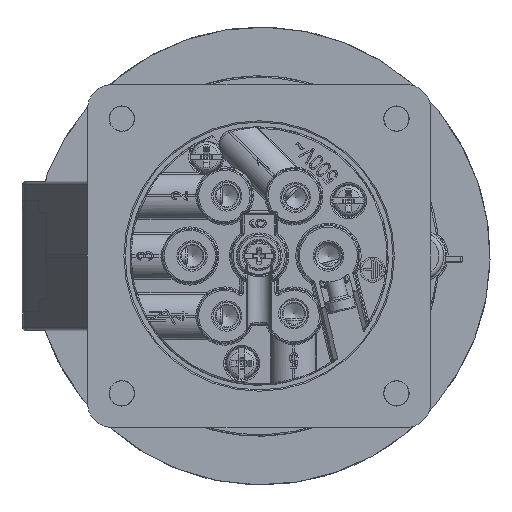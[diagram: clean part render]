
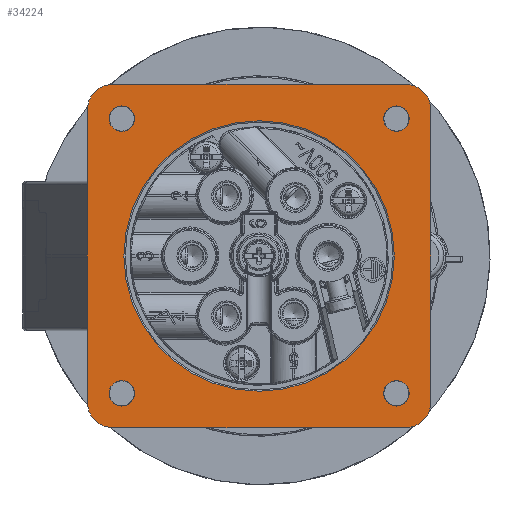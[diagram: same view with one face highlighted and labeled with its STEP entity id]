
A CAD part, left-side view. The second image highlights one B-rep face of the part: STEP entity #34224.
In plain terms, the highlighted planar face has unit normal (-1, 0, 0).
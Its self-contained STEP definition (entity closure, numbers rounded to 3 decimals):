
#130 = DIRECTION ( 'NONE',  ( 0., 0., -1. ) ) ;
#319 = CARTESIAN_POINT ( 'NONE',  ( -45.2, -32., 32. ) ) ;
#548 = VERTEX_POINT ( 'NONE', #20377 ) ;
#809 = ORIENTED_EDGE ( 'NONE', *, *, #65432, .F. ) ;
#1126 = DIRECTION ( 'NONE',  ( 0., 1., 0. ) ) ;
#1187 = ORIENTED_EDGE ( 'NONE', *, *, #59447, .T. ) ;
#1487 = DIRECTION ( 'NONE',  ( 1., 0., 0. ) ) ;
#1708 = CARTESIAN_POINT ( 'NONE',  ( -45.2, 30., 30. ) ) ;
#2544 = VERTEX_POINT ( 'NONE', #55533 ) ;
#3334 = CARTESIAN_POINT ( 'NONE',  ( -45.2, 30., 27.212 ) ) ;
#5379 = DIRECTION ( 'NONE',  ( 0., 0., -1. ) ) ;
#5626 = CARTESIAN_POINT ( 'NONE',  ( -45.2, -37.5, -32. ) ) ;
#5792 = ORIENTED_EDGE ( 'NONE', *, *, #84558, .T. ) ;
#5871 = EDGE_LOOP ( 'NONE', ( #5792 ) ) ;
#6293 = AXIS2_PLACEMENT_3D ( 'NONE', #30993, #64771, #37411 ) ;
#6553 = DIRECTION ( 'NONE',  ( 1., 0., 0. ) ) ;
#6644 = CARTESIAN_POINT ( 'NONE',  ( -45.2, -32., -32. ) ) ;
#7100 = DIRECTION ( 'NONE',  ( 0., -1., 0. ) ) ;
#7244 = CARTESIAN_POINT ( 'NONE',  ( -45.2, 0., 0. ) ) ;
#7434 = CARTESIAN_POINT ( 'NONE',  ( -45.2, -32., 37.5 ) ) ;
#8271 = VECTOR ( 'NONE', #23420, 1000. ) ;
#10011 = AXIS2_PLACEMENT_3D ( 'NONE', #39182, #1487, #7100 ) ;
#10559 = FACE_BOUND ( 'NONE', #17607, .T. ) ;
#10688 = AXIS2_PLACEMENT_3D ( 'NONE', #36857, #82234, #74922 ) ;
#11390 = FACE_BOUND ( 'NONE', #17070, .T. ) ;
#11804 = FACE_BOUND ( 'NONE', #12477, .T. ) ;
#12477 = EDGE_LOOP ( 'NONE', ( #48922 ) ) ;
#12946 = ORIENTED_EDGE ( 'NONE', *, *, #66667, .F. ) ;
#13066 = PLANE ( 'NONE',  #10011 ) ;
#13563 = CARTESIAN_POINT ( 'NONE',  ( -45.2, 0., -29.54 ) ) ;
#13729 = EDGE_CURVE ( 'NONE', #24928, #81600, #34831, .T. ) ;
#16085 = CARTESIAN_POINT ( 'NONE',  ( -45.2, 37.5, -37.5 ) ) ;
#16285 = AXIS2_PLACEMENT_3D ( 'NONE', #31396, #6553, #130 ) ;
#16318 = VERTEX_POINT ( 'NONE', #36866 ) ;
#17042 = EDGE_CURVE ( 'NONE', #16318, #16318, #60821, .T. ) ;
#17070 = EDGE_LOOP ( 'NONE', ( #17318 ) ) ;
#17318 = ORIENTED_EDGE ( 'NONE', *, *, #54808, .T. ) ;
#17607 = EDGE_LOOP ( 'NONE', ( #809 ) ) ;
#18225 = FACE_BOUND ( 'NONE', #49536, .T. ) ;
#19136 = CARTESIAN_POINT ( 'NONE',  ( -45.2, 30., -32.788 ) ) ;
#19154 = AXIS2_PLACEMENT_3D ( 'NONE', #6644, #77245, #5379 ) ;
#19574 = VERTEX_POINT ( 'NONE', #19136 ) ;
#19740 = DIRECTION ( 'NONE',  ( 0., 0., -1. ) ) ;
#20377 = CARTESIAN_POINT ( 'NONE',  ( -45.2, 32., -37.5 ) ) ;
#23021 = VECTOR ( 'NONE', #74168, 1000. ) ;
#23420 = DIRECTION ( 'NONE',  ( 0., 0., 1. ) ) ;
#24928 = VERTEX_POINT ( 'NONE', #5626 ) ;
#25051 = VERTEX_POINT ( 'NONE', #68010 ) ;
#27887 = AXIS2_PLACEMENT_3D ( 'NONE', #32608, #70675, #19740 ) ;
#28925 = CARTESIAN_POINT ( 'NONE',  ( -45.2, 37.5, 37.5 ) ) ;
#29228 = AXIS2_PLACEMENT_3D ( 'NONE', #7244, #78688, #59439 ) ;
#30721 = LINE ( 'NONE', #83346, #8271 ) ;
#30854 = CIRCLE ( 'NONE', #6293, 5.5 ) ;
#30993 = CARTESIAN_POINT ( 'NONE',  ( -45.2, 32., 32. ) ) ;
#31396 = CARTESIAN_POINT ( 'NONE',  ( -45.2, -30., -30. ) ) ;
#32350 = FACE_OUTER_BOUND ( 'NONE', #39998, .T. ) ;
#32608 = CARTESIAN_POINT ( 'NONE',  ( -45.2, 32., -32. ) ) ;
#32855 = DIRECTION ( 'NONE',  ( 0., 0., -1. ) ) ;
#34224 = ADVANCED_FACE ( 'NONE', ( #11390, #18225, #11804, #45197, #10559, #32350 ), #13066, .F. ) ;
#34831 = LINE ( 'NONE', #68160, #23021 ) ;
#34868 = AXIS2_PLACEMENT_3D ( 'NONE', #71172, #38231, #69907 ) ;
#35344 = LINE ( 'NONE', #28925, #40804 ) ;
#35797 = DIRECTION ( 'NONE',  ( 0., 1., 0. ) ) ;
#36078 = CIRCLE ( 'NONE', #27887, 5.5 ) ;
#36857 = CARTESIAN_POINT ( 'NONE',  ( -45.2, 30., -30. ) ) ;
#36866 = CARTESIAN_POINT ( 'NONE',  ( -45.2, -30., 27.212 ) ) ;
#37411 = DIRECTION ( 'NONE',  ( 0., 0., -1. ) ) ;
#38231 = DIRECTION ( 'NONE',  ( 1., 0., 0. ) ) ;
#38440 = VERTEX_POINT ( 'NONE', #7434 ) ;
#39182 = CARTESIAN_POINT ( 'NONE',  ( -45.2, -28.298, 0. ) ) ;
#39998 = EDGE_LOOP ( 'NONE', ( #73788, #65340, #58646, #67994, #60808, #47248, #12946, #1187 ) ) ;
#40293 = EDGE_CURVE ( 'NONE', #25051, #2544, #30721, .T. ) ;
#40804 = VECTOR ( 'NONE', #1126, 1000. ) ;
#41760 = VERTEX_POINT ( 'NONE', #60355 ) ;
#43787 = CIRCLE ( 'NONE', #19154, 5.5 ) ;
#44730 = AXIS2_PLACEMENT_3D ( 'NONE', #1708, #80017, #60754 ) ;
#45197 = FACE_BOUND ( 'NONE', #5871, .T. ) ;
#46259 = CIRCLE ( 'NONE', #62621, 5.5 ) ;
#47248 = ORIENTED_EDGE ( 'NONE', *, *, #67737, .T. ) ;
#47605 = CIRCLE ( 'NONE', #10688, 2.788 ) ;
#48922 = ORIENTED_EDGE ( 'NONE', *, *, #17042, .T. ) ;
#49536 = EDGE_LOOP ( 'NONE', ( #51955 ) ) ;
#51955 = ORIENTED_EDGE ( 'NONE', *, *, #53578, .T. ) ;
#52121 = DIRECTION ( 'NONE',  ( -1., 0., 0. ) ) ;
#53578 = EDGE_CURVE ( 'NONE', #74799, #74799, #81620, .T. ) ;
#53850 = CIRCLE ( 'NONE', #29228, 29.54 ) ;
#54572 = EDGE_CURVE ( 'NONE', #81600, #38440, #46259, .T. ) ;
#54808 = EDGE_CURVE ( 'NONE', #19574, #19574, #47605, .T. ) ;
#55374 = EDGE_CURVE ( 'NONE', #38440, #41760, #35344, .T. ) ;
#55533 = CARTESIAN_POINT ( 'NONE',  ( -45.2, 37.5, 32. ) ) ;
#58646 = ORIENTED_EDGE ( 'NONE', *, *, #55374, .T. ) ;
#59439 = DIRECTION ( 'NONE',  ( 0., 0., -1. ) ) ;
#59447 = EDGE_CURVE ( 'NONE', #60655, #24928, #43787, .T. ) ;
#60355 = CARTESIAN_POINT ( 'NONE',  ( -45.2, 32., 37.5 ) ) ;
#60655 = VERTEX_POINT ( 'NONE', #68945 ) ;
#60754 = DIRECTION ( 'NONE',  ( 0., 0., -1. ) ) ;
#60808 = ORIENTED_EDGE ( 'NONE', *, *, #40293, .F. ) ;
#60821 = CIRCLE ( 'NONE', #34868, 2.788 ) ;
#62621 = AXIS2_PLACEMENT_3D ( 'NONE', #319, #52121, #32855 ) ;
#64730 = VECTOR ( 'NONE', #35797, 1000. ) ;
#64771 = DIRECTION ( 'NONE',  ( -1., 0., 0. ) ) ;
#65340 = ORIENTED_EDGE ( 'NONE', *, *, #54572, .T. ) ;
#65432 = EDGE_CURVE ( 'NONE', #78197, #78197, #53850, .T. ) ;
#66667 = EDGE_CURVE ( 'NONE', #60655, #548, #82434, .T. ) ;
#67737 = EDGE_CURVE ( 'NONE', #25051, #548, #36078, .T. ) ;
#67994 = ORIENTED_EDGE ( 'NONE', *, *, #76434, .T. ) ;
#68010 = CARTESIAN_POINT ( 'NONE',  ( -45.2, 37.5, -32. ) ) ;
#68160 = CARTESIAN_POINT ( 'NONE',  ( -45.2, -37.5, -37.5 ) ) ;
#68945 = CARTESIAN_POINT ( 'NONE',  ( -45.2, -32., -37.5 ) ) ;
#69907 = DIRECTION ( 'NONE',  ( 0., 0., -1. ) ) ;
#70675 = DIRECTION ( 'NONE',  ( -1., 0., 0. ) ) ;
#70705 = CARTESIAN_POINT ( 'NONE',  ( -45.2, -30., -32.788 ) ) ;
#71172 = CARTESIAN_POINT ( 'NONE',  ( -45.2, -30., 30. ) ) ;
#73788 = ORIENTED_EDGE ( 'NONE', *, *, #13729, .T. ) ;
#74168 = DIRECTION ( 'NONE',  ( 0., 0., 1. ) ) ;
#74799 = VERTEX_POINT ( 'NONE', #3334 ) ;
#74922 = DIRECTION ( 'NONE',  ( 0., 0., -1. ) ) ;
#76434 = EDGE_CURVE ( 'NONE', #41760, #2544, #30854, .T. ) ;
#76449 = CIRCLE ( 'NONE', #16285, 2.788 ) ;
#76566 = CARTESIAN_POINT ( 'NONE',  ( -45.2, -37.5, 32. ) ) ;
#77245 = DIRECTION ( 'NONE',  ( -1., 0., 0. ) ) ;
#78197 = VERTEX_POINT ( 'NONE', #13563 ) ;
#78688 = DIRECTION ( 'NONE',  ( -1., 0., 0. ) ) ;
#80017 = DIRECTION ( 'NONE',  ( 1., 0., 0. ) ) ;
#81600 = VERTEX_POINT ( 'NONE', #76566 ) ;
#81620 = CIRCLE ( 'NONE', #44730, 2.788 ) ;
#82234 = DIRECTION ( 'NONE',  ( 1., 0., 0. ) ) ;
#82434 = LINE ( 'NONE', #16085, #64730 ) ;
#83152 = VERTEX_POINT ( 'NONE', #70705 ) ;
#83346 = CARTESIAN_POINT ( 'NONE',  ( -45.2, 37.5, -37.5 ) ) ;
#84558 = EDGE_CURVE ( 'NONE', #83152, #83152, #76449, .T. ) ;
